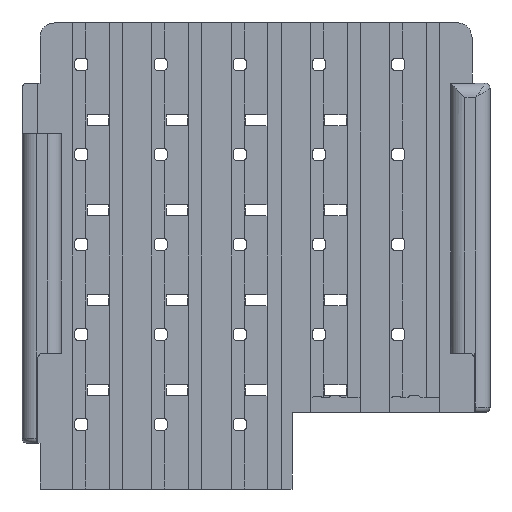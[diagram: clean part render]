
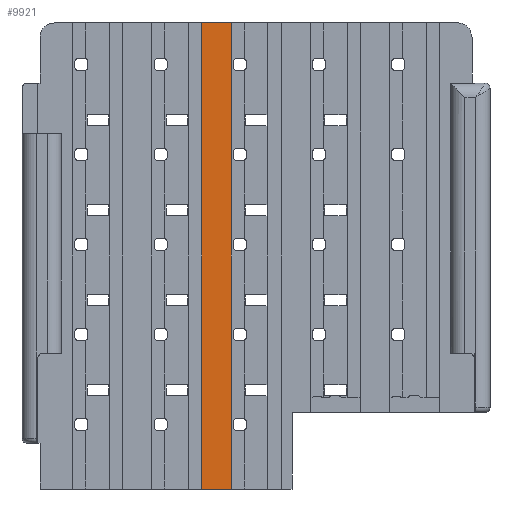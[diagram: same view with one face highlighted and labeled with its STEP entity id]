
A CAD part, front view. The second image highlights one B-rep face of the part: STEP entity #9921.
In plain terms, the highlighted planar face has unit normal (0, -1, 0).
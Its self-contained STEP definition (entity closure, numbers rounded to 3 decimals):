
#81=PLANE('',#10555);
#631=LINE('',#14985,#1772);
#632=LINE('',#14987,#1773);
#633=LINE('',#14989,#1774);
#634=LINE('',#14990,#1775);
#1772=VECTOR('',#11839,10.);
#1773=VECTOR('',#11840,10.);
#1774=VECTOR('',#11841,10.);
#1775=VECTOR('',#11842,10.);
#2875=FACE_OUTER_BOUND('',#3408,.T.);
#3408=EDGE_LOOP('',(#7248,#7249,#7250,#7251));
#4613=VERTEX_POINT('',#14983);
#4614=VERTEX_POINT('',#14984);
#4615=VERTEX_POINT('',#14986);
#4616=VERTEX_POINT('',#14988);
#5660=EDGE_CURVE('',#4613,#4614,#631,.T.);
#5661=EDGE_CURVE('',#4615,#4613,#632,.T.);
#5662=EDGE_CURVE('',#4616,#4615,#633,.T.);
#5663=EDGE_CURVE('',#4614,#4616,#634,.T.);
#7248=ORIENTED_EDGE('',*,*,#5660,.F.);
#7249=ORIENTED_EDGE('',*,*,#5661,.F.);
#7250=ORIENTED_EDGE('',*,*,#5662,.F.);
#7251=ORIENTED_EDGE('',*,*,#5663,.F.);
#9921=ADVANCED_FACE('',(#2875),#81,.F.);
#10555=AXIS2_PLACEMENT_3D('',#14982,#11837,#11838);
#11837=DIRECTION('center_axis',(0.,1.,0.));
#11838=DIRECTION('ref_axis',(0.,0.,1.));
#11839=DIRECTION('',(0.,0.,1.));
#11840=DIRECTION('',(-1.,0.,0.));
#11841=DIRECTION('',(0.,0.,-1.));
#11842=DIRECTION('',(1.,0.,0.));
#14982=CARTESIAN_POINT('Origin',(0.,1.9,20.119));
#14983=CARTESIAN_POINT('',(-7.513,1.9,-12.262));
#14984=CARTESIAN_POINT('',(-7.513,1.9,52.5));
#14985=CARTESIAN_POINT('',(-7.513,1.9,36.309));
#14986=CARTESIAN_POINT('',(-3.464,1.9,-12.262));
#14987=CARTESIAN_POINT('',(2.5,1.9,-12.262));
#14988=CARTESIAN_POINT('',(-3.464,1.9,52.5));
#14989=CARTESIAN_POINT('',(-3.464,1.9,36.309));
#14990=CARTESIAN_POINT('',(-14.,1.9,52.5));
